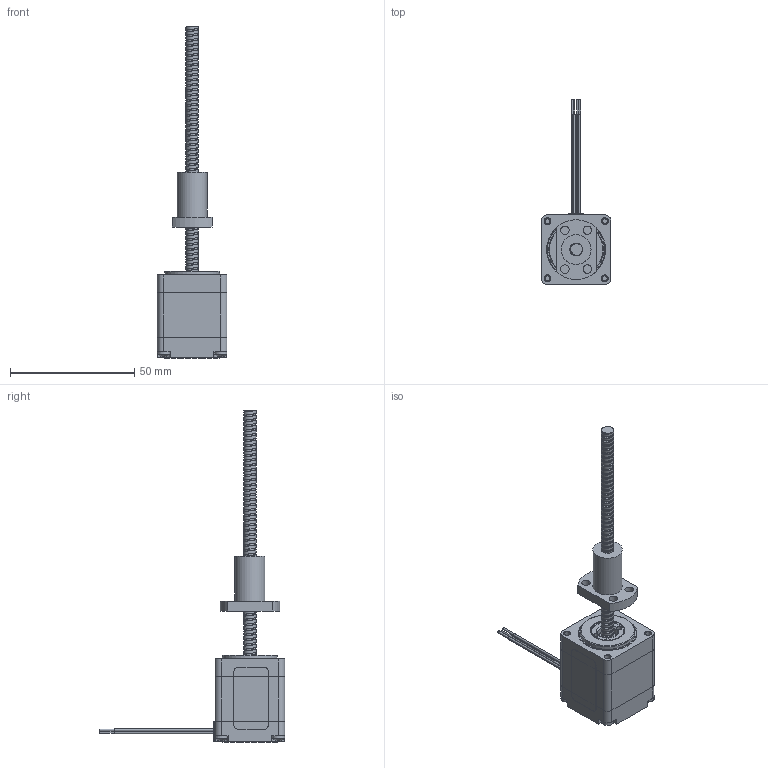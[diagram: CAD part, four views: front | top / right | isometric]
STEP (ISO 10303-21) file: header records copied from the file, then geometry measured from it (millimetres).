
FILE_DESCRIPTION(/* description */ (''),/* implementation_level */ '2;1');
FILE_NAME(/* name */ '11E2110BS44-100.stp',/* time_stamp */ '2020-08-18T09:57:03+08:00',/* author */ ('hc7413'),/* organization */ (''),/* preprocessor_version */ 'ST-DEVELOPER v16.1',/* originating_system */ 'Autodesk Inventor 2016',/* authorisation */ '');
FILE_SCHEMA (('AUTOMOTIVE_DESIGN { 1 0 10303 214 3 1 1 }'));
Products named in the file (24): 01-162-2引出线丝杆电机后盖; 单叠厚转子轴; 07-002（11H2034磁钢）; 03-225-4(6.3转子磨削8）; 单叠厚转子总成; 07-009(687ZZ); ; 12-015-1(11H2034前骨架改); 12-053(PCB板); 09-007-1（红）; 09-007-2（红白）; 09-007-3（绿）; 09-007-4（绿白）; 12-054-1 2 3(后引出线骨架）; 02-149-1(11H2034 1A定子总成); 01-161-2丝杆电机前盖; 10-002(调整垫); 06-007预紧; 28单厚标签; 28铭牌; 螺钉 GB_T 818 M2.5 x 25; 0504; SR0504螺母; 装配体2
Assembly tree (28 placements, depth 3):
  装配体2
    01-162-2引出线丝杆电机后盖
    单叠厚转子总成
      单叠厚转子轴
      07-002（11H2034磁钢）
      03-225-4(6.3转子磨削8）  x2
    07-009(687ZZ)  x2
    02-149-1(11H2034 1A定子总成)
  
      12-015-1(11H2034前骨架改)
      12-053(PCB板)
      09-007-1（红）
      09-007-2（红白）
      09-007-3（绿）
      09-007-4（绿白）
      12-054-1 2 3(后引出线骨架）
    01-161-2丝杆电机前盖
    10-002(调整垫)
    06-007预紧
    28单厚标签
    28铭牌
    螺钉 GB_T 818 M2.5 x 25  x4
    0504
    SR0504螺母
Bounding box: 28.1 x 74.5 x 133.4 mm (x, y, z)
Volume: 23788.5 mm3; surface area: 34157.2 mm2
Topology: 42 solids, 42 shells, 2273 faces, 6375 edges, 4226 vertices
Faces by surface type: plane 1229, cylinder 942, cone 73, torus 20, bspline 5, sphere 4
Full cylindrical faces by diameter (mm): 0.8 x4, 1 x2, 1.2 x18, 2 x2, 2.208 x4, 2.5 x12, 2.8 x4, 3 x5, 3.083 x1, 3.4 x4, 4 x1, 5 x2, 7 x5, 8 x3, 8.1 x1, 8.5 x1, 10 x2, 11 x1, 12 x1, 14 x7, 16 x1, 16.92 x2, 17 x1, 17.8 x2, 22 x2, 23 x1
Entity records: 78089 total; most frequent: CARTESIAN_POINT 25130, DIRECTION 11198, ORIENTED_EDGE 10804, EDGE_CURVE 5402, AXIS2_PLACEMENT_3D 3828, VERTEX_POINT 3647, LINE 3542, VECTOR 3542
